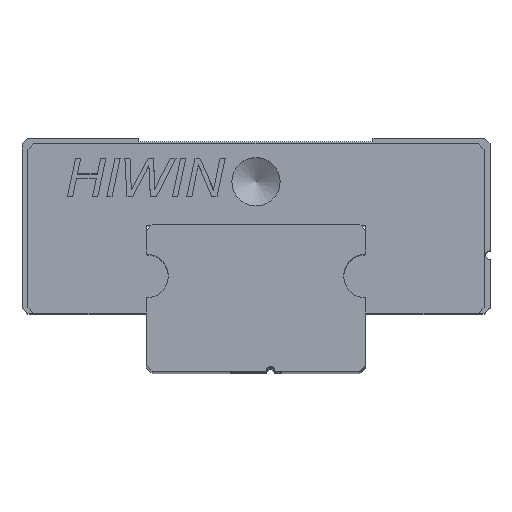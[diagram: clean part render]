
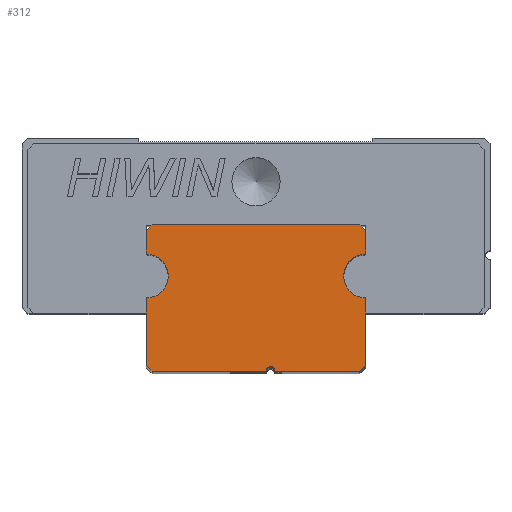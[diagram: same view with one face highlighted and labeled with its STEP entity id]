
A CAD part, top view. The second image highlights one B-rep face of the part: STEP entity #312.
In plain terms, the highlighted planar face has unit normal (0, 0, 1).
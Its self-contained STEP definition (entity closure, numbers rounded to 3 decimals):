
#163=PLANE('',#4100);
#312=ADVANCED_FACE('',(#551),#163,.F.);
#551=FACE_OUTER_BOUND('',#760,.T.);
#760=EDGE_LOOP('',(#1411,#1412,#1413,#1414,#1415,#1416,#1417,#1418,#1419,
#1420,#1421,#1422,#1423,#1424));
#1001=CIRCLE('',#4080,0.3);
#1006=CIRCLE('',#4088,1.5);
#1011=CIRCLE('',#4097,1.5);
#1411=ORIENTED_EDGE('',*,*,#2947,.T.);
#1412=ORIENTED_EDGE('',*,*,#2948,.T.);
#1413=ORIENTED_EDGE('',*,*,#2905,.T.);
#1414=ORIENTED_EDGE('',*,*,#2914,.T.);
#1415=ORIENTED_EDGE('',*,*,#2917,.T.);
#1416=ORIENTED_EDGE('',*,*,#2949,.T.);
#1417=ORIENTED_EDGE('',*,*,#2921,.T.);
#1418=ORIENTED_EDGE('',*,*,#2927,.T.);
#1419=ORIENTED_EDGE('',*,*,#2930,.T.);
#1420=ORIENTED_EDGE('',*,*,#2950,.T.);
#1421=ORIENTED_EDGE('',*,*,#2936,.T.);
#1422=ORIENTED_EDGE('',*,*,#2951,.T.);
#1423=ORIENTED_EDGE('',*,*,#2938,.T.);
#1424=ORIENTED_EDGE('',*,*,#2944,.T.);
#2508=VERTEX_POINT('',#5196);
#2509=VERTEX_POINT('',#5197);
#2513=VERTEX_POINT('',#5240);
#2515=VERTEX_POINT('',#5246);
#2516=VERTEX_POINT('',#5253);
#2517=VERTEX_POINT('',#5254);
#2521=VERTEX_POINT('',#5264);
#2523=VERTEX_POINT('',#5270);
#2529=VERTEX_POINT('',#5283);
#2530=VERTEX_POINT('',#5285);
#2531=VERTEX_POINT('',#5289);
#2532=VERTEX_POINT('',#5290);
#2536=VERTEX_POINT('',#5300);
#2538=VERTEX_POINT('',#5306);
#2905=EDGE_CURVE('',#2508,#2509,#3475,.T.);
#2914=EDGE_CURVE('',#2509,#2513,#1001,.T.);
#2917=EDGE_CURVE('',#2513,#2515,#3482,.T.);
#2921=EDGE_CURVE('',#2516,#2517,#3483,.T.);
#2927=EDGE_CURVE('',#2517,#2521,#1006,.T.);
#2930=EDGE_CURVE('',#2521,#2523,#3490,.T.);
#2936=EDGE_CURVE('',#2530,#2529,#3493,.T.);
#2938=EDGE_CURVE('',#2531,#2532,#3495,.T.);
#2944=EDGE_CURVE('',#2532,#2536,#1011,.T.);
#2947=EDGE_CURVE('',#2536,#2538,#3502,.T.);
#2948=EDGE_CURVE('',#2538,#2508,#3503,.T.);
#2949=EDGE_CURVE('',#2515,#2516,#3504,.T.);
#2950=EDGE_CURVE('',#2523,#2530,#3505,.T.);
#2951=EDGE_CURVE('',#2529,#2531,#3506,.T.);
#3475=LINE('',#5195,#3752);
#3482=LINE('',#5247,#3759);
#3483=LINE('',#5252,#3760);
#3490=LINE('',#5271,#3767);
#3493=LINE('',#5284,#3770);
#3495=LINE('',#5288,#3772);
#3502=LINE('',#5307,#3779);
#3503=LINE('',#5309,#3780);
#3504=LINE('',#5310,#3781);
#3505=LINE('',#5311,#3782);
#3506=LINE('',#5312,#3783);
#3752=VECTOR('',#4297,1.);
#3759=VECTOR('',#4316,1.);
#3760=VECTOR('',#4325,1.);
#3767=VECTOR('',#4340,1.);
#3770=VECTOR('',#4351,1.);
#3772=VECTOR('',#4355,1.);
#3779=VECTOR('',#4370,1.);
#3780=VECTOR('',#4373,1.);
#3781=VECTOR('',#4374,1.);
#3782=VECTOR('',#4375,1.);
#3783=VECTOR('',#4376,1.);
#4080=AXIS2_PLACEMENT_3D('',#5241,#4310,#4311);
#4088=AXIS2_PLACEMENT_3D('',#5265,#4334,#4335);
#4097=AXIS2_PLACEMENT_3D('',#5301,#4364,#4365);
#4100=AXIS2_PLACEMENT_3D('',#5313,#4377,#4378);
#4297=DIRECTION('',(1.,0.,0.));
#4310=DIRECTION('',(0.,0.,-1.));
#4311=DIRECTION('',(1.,0.,0.));
#4316=DIRECTION('',(1.,0.,0.));
#4325=DIRECTION('',(0.,1.,0.));
#4334=DIRECTION('',(0.,0.,-1.));
#4335=DIRECTION('',(1.,0.,0.));
#4340=DIRECTION('',(0.,1.,0.));
#4351=DIRECTION('',(-1.,0.,0.));
#4355=DIRECTION('',(0.,-1.,0.));
#4364=DIRECTION('',(0.,0.,-1.));
#4365=DIRECTION('',(1.,0.,0.));
#4370=DIRECTION('',(0.,-1.,0.));
#4373=DIRECTION('',(0.707,-0.707,0.));
#4374=DIRECTION('',(0.707,0.707,0.));
#4375=DIRECTION('',(-0.707,0.707,0.));
#4376=DIRECTION('',(-0.707,-0.707,0.));
#4377=DIRECTION('',(0.,0.,-1.));
#4378=DIRECTION('',(-1.,0.,0.));
#5195=CARTESIAN_POINT('',(-7.5,0.,55.));
#5196=CARTESIAN_POINT('',(-7.1,0.,55.));
#5197=CARTESIAN_POINT('',(0.7,0.,55.));
#5240=CARTESIAN_POINT('',(1.3,0.,55.));
#5241=CARTESIAN_POINT('',(1.,0.,55.));
#5246=CARTESIAN_POINT('',(7.1,0.,55.));
#5247=CARTESIAN_POINT('',(1.3,0.,55.));
#5252=CARTESIAN_POINT('',(7.5,0.,55.));
#5253=CARTESIAN_POINT('',(7.5,0.4,55.));
#5254=CARTESIAN_POINT('',(7.5,5.,55.));
#5264=CARTESIAN_POINT('',(7.5,8.,55.));
#5265=CARTESIAN_POINT('',(7.5,6.5,55.));
#5270=CARTESIAN_POINT('',(7.5,9.6,55.));
#5271=CARTESIAN_POINT('',(7.5,8.,55.));
#5283=CARTESIAN_POINT('',(-7.1,10.,55.));
#5284=CARTESIAN_POINT('',(7.5,10.,55.));
#5285=CARTESIAN_POINT('',(7.1,10.,55.));
#5288=CARTESIAN_POINT('',(-7.5,10.,55.));
#5289=CARTESIAN_POINT('',(-7.5,9.6,55.));
#5290=CARTESIAN_POINT('',(-7.5,8.,55.));
#5300=CARTESIAN_POINT('',(-7.5,5.,55.));
#5301=CARTESIAN_POINT('',(-7.5,6.5,55.));
#5306=CARTESIAN_POINT('',(-7.5,0.4,55.));
#5307=CARTESIAN_POINT('',(-7.5,5.,55.));
#5309=CARTESIAN_POINT('',(-7.1,0.,55.));
#5310=CARTESIAN_POINT('',(7.5,0.4,55.));
#5311=CARTESIAN_POINT('',(7.1,10.,55.));
#5312=CARTESIAN_POINT('',(-7.5,9.6,55.));
#5313=CARTESIAN_POINT('',(1.,0.,55.));
